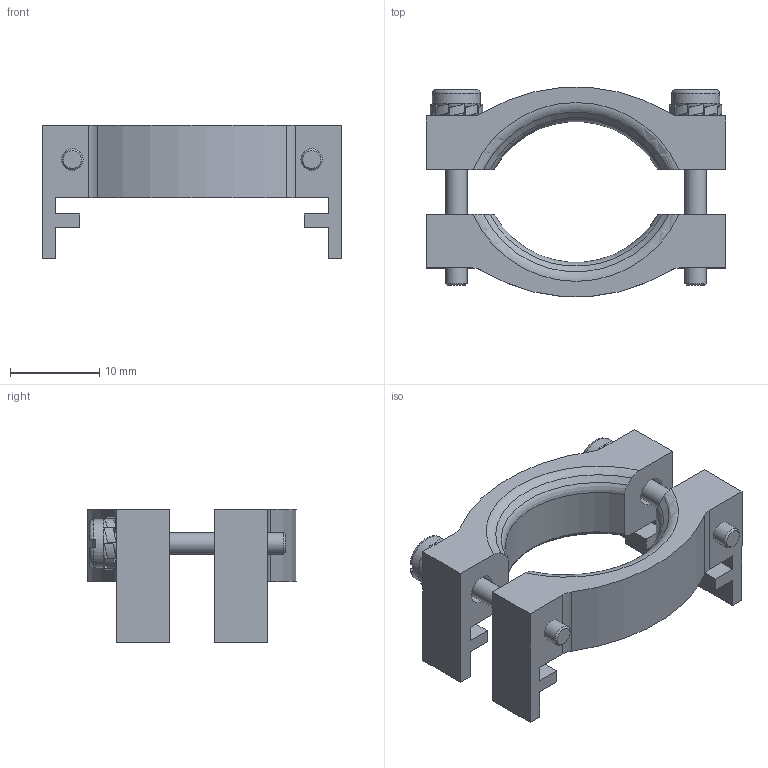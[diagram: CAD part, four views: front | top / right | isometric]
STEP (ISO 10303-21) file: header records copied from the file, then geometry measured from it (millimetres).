
FILE_DESCRIPTION(/* description */ ('Klemmmodul N° 7'),/* implementation_level */ '2;1');
FILE_NAME(/* name */ '00810734-RST.stp',/* time_stamp */ '2020-10-27T15:22:01+01:00',/* author */ ('sl'),/* organization */ (''),/* preprocessor_version */ 'ST-DEVELOPER v16.5',/* originating_system */ 'Autodesk Inventor 2017',/* authorisation */ '');
FILE_SCHEMA (('AUTOMOTIVE_DESIGN { 1 0 10303 214 3 1 1 }'));
Length unit declared in the file: millimetre
Products named in the file (5): 00810734; 00810734_1; 00810734_2; 00810734_3; Klemmmodul-02-BT-0001-00810734
Assembly tree (6 placements, depth 2):
  00810734
    00810734_1
    00810734_2  x2
    00810734_3  x2
    Klemmmodul-02-BT-0001-00810734
Bounding box: 33.5 x 23.38 x 14.9 mm (x, y, z)
Volume: 3318.7 mm3; surface area: 3358.2 mm2
Topology: 6 solids, 6 shells, 336 faces, 924 edges, 602 vertices
Faces by surface type: plane 178, cylinder 98, bspline 40, torus 14, cone 6
Full cylindrical faces by diameter (mm): 2.28 x2, 2.4 x2, 3.3 x2, 3.33 x2, 5.4 x2
Entity records: 6864 total; most frequent: CARTESIAN_POINT 1539, DIRECTION 1122, ORIENTED_EDGE 1082, EDGE_CURVE 541, AXIS2_PLACEMENT_3D 414, VERTEX_POINT 359, LINE 294, VECTOR 294
